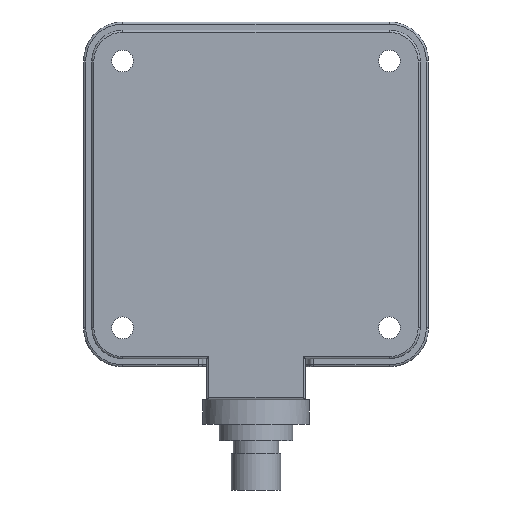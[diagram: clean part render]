
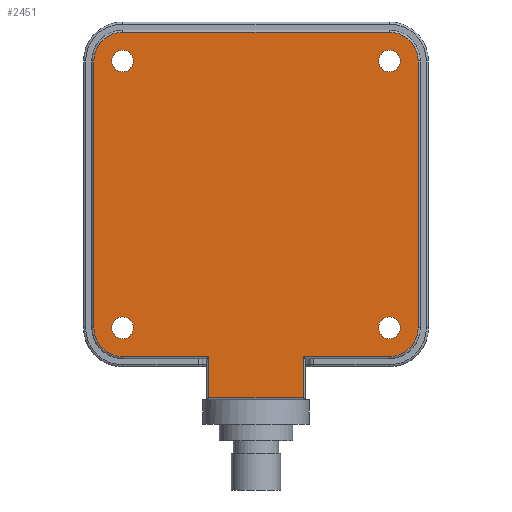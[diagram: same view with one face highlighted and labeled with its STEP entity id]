
A CAD part, front view. The second image highlights one B-rep face of the part: STEP entity #2451.
In plain terms, the highlighted planar face has unit normal (0, -1, 0).
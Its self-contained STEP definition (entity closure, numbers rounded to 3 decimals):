
#366=CARTESIAN_POINT('',(32.5,-25.,32.5));
#367=DIRECTION('',(0.,1.,0.));
#368=DIRECTION('',(1.,0.,0.));
#369=AXIS2_PLACEMENT_3D('',#366,#367,#368);
#374=CARTESIAN_POINT('',(32.5,-25.,32.5));
#375=DIRECTION('',(0.,1.,0.));
#376=DIRECTION('',(-1.,0.,0.));
#377=AXIS2_PLACEMENT_3D('',#374,#375,#376);
#382=CARTESIAN_POINT('',(32.5,-25.,-32.5));
#383=DIRECTION('',(0.,1.,0.));
#384=DIRECTION('',(0.,0.,-1.));
#385=AXIS2_PLACEMENT_3D('',#382,#383,#384);
#390=CARTESIAN_POINT('',(32.5,-25.,-32.5));
#391=DIRECTION('',(0.,1.,0.));
#392=DIRECTION('',(0.,0.,1.));
#393=AXIS2_PLACEMENT_3D('',#390,#391,#392);
#398=CARTESIAN_POINT('',(-32.5,-25.,-32.5));
#399=DIRECTION('',(0.,1.,0.));
#400=DIRECTION('',(-1.,0.,0.));
#401=AXIS2_PLACEMENT_3D('',#398,#399,#400);
#406=CARTESIAN_POINT('',(-32.5,-25.,-32.5));
#407=DIRECTION('',(0.,1.,0.));
#408=DIRECTION('',(1.,0.,0.));
#409=AXIS2_PLACEMENT_3D('',#406,#407,#408);
#414=CARTESIAN_POINT('',(-32.5,-25.,32.5));
#415=DIRECTION('',(0.,1.,0.));
#416=DIRECTION('',(0.,0.,1.));
#417=AXIS2_PLACEMENT_3D('',#414,#415,#416);
#422=CARTESIAN_POINT('',(-32.5,-25.,32.5));
#423=DIRECTION('',(0.,1.,0.));
#424=DIRECTION('',(0.,0.,-1.));
#425=AXIS2_PLACEMENT_3D('',#422,#423,#424);
#430=CARTESIAN_POINT('',(32.5,-25.,32.5));
#431=DIRECTION('',(0.,-1.,0.));
#432=DIRECTION('',(1.,0.,0.));
#433=AXIS2_PLACEMENT_3D('',#430,#431,#432);
#438=DIRECTION('',(0.,0.,1.));
#439=VECTOR('',#438,65.);
#440=CARTESIAN_POINT('',(39.5,-25.,-32.5));
#441=LINE('',#440,#439);
#445=CARTESIAN_POINT('',(32.5,-25.,-32.5));
#446=DIRECTION('',(0.,-1.,0.));
#447=DIRECTION('',(0.,0.,-1.));
#448=AXIS2_PLACEMENT_3D('',#445,#446,#447);
#453=DIRECTION('',(1.,0.,0.));
#454=VECTOR('',#453,21.);
#455=CARTESIAN_POINT('',(11.5,-25.,-39.5));
#456=LINE('',#455,#454);
#460=DIRECTION('',(0.,0.,1.));
#461=VECTOR('',#460,10.);
#462=CARTESIAN_POINT('',(11.5,-25.,-49.5));
#463=LINE('',#462,#461);
#467=DIRECTION('',(-1.,0.,0.));
#468=VECTOR('',#467,23.);
#469=CARTESIAN_POINT('',(11.5,-25.,-49.5));
#470=LINE('',#469,#468);
#474=DIRECTION('',(0.,0.,1.));
#475=VECTOR('',#474,10.);
#476=CARTESIAN_POINT('',(-11.5,-25.,-49.5));
#477=LINE('',#476,#475);
#481=DIRECTION('',(1.,0.,0.));
#482=VECTOR('',#481,21.);
#483=CARTESIAN_POINT('',(-32.5,-25.,-39.5));
#484=LINE('',#483,#482);
#488=CARTESIAN_POINT('',(-32.5,-25.,-32.5));
#489=DIRECTION('',(0.,-1.,0.));
#490=DIRECTION('',(-1.,0.,0.));
#491=AXIS2_PLACEMENT_3D('',#488,#489,#490);
#496=DIRECTION('',(0.,0.,-1.));
#497=VECTOR('',#496,65.);
#498=CARTESIAN_POINT('',(-39.5,-25.,32.5));
#499=LINE('',#498,#497);
#503=CARTESIAN_POINT('',(-32.5,-25.,32.5));
#504=DIRECTION('',(0.,-1.,0.));
#505=DIRECTION('',(0.,0.,1.));
#506=AXIS2_PLACEMENT_3D('',#503,#504,#505);
#511=DIRECTION('',(-1.,0.,0.));
#512=VECTOR('',#511,65.);
#513=CARTESIAN_POINT('',(32.5,-25.,39.5));
#514=LINE('',#513,#512);
#1380=CARTESIAN_POINT('',(-11.5,-25.,-39.5));
#1867=CARTESIAN_POINT('',(35.15,-25.,32.5));
#1868=CARTESIAN_POINT('',(29.85,-25.,32.5));
#1869=VERTEX_POINT('',#1867);
#1870=VERTEX_POINT('',#1868);
#1883=CARTESIAN_POINT('',(32.5,-25.,-35.15));
#1884=CARTESIAN_POINT('',(32.5,-25.,-29.85));
#1885=VERTEX_POINT('',#1883);
#1886=VERTEX_POINT('',#1884);
#1899=CARTESIAN_POINT('',(-35.15,-25.,-32.5));
#1900=CARTESIAN_POINT('',(-29.85,-25.,-32.5));
#1901=VERTEX_POINT('',#1899);
#1902=VERTEX_POINT('',#1900);
#1915=CARTESIAN_POINT('',(-32.5,-25.,35.15));
#1916=CARTESIAN_POINT('',(-32.5,-25.,29.85));
#1917=VERTEX_POINT('',#1915);
#1918=VERTEX_POINT('',#1916);
#1971=CARTESIAN_POINT('',(39.5,-25.,32.5));
#1972=CARTESIAN_POINT('',(32.5,-25.,39.5));
#1973=VERTEX_POINT('',#1971);
#1974=VERTEX_POINT('',#1972);
#1979=CARTESIAN_POINT('',(-32.5,-25.,39.5));
#1980=VERTEX_POINT('',#1979);
#1983=CARTESIAN_POINT('',(-39.5,-25.,32.5));
#1984=VERTEX_POINT('',#1983);
#1987=CARTESIAN_POINT('',(-39.5,-25.,-32.5));
#1988=VERTEX_POINT('',#1987);
#1991=CARTESIAN_POINT('',(-32.5,-25.,-39.5));
#1992=VERTEX_POINT('',#1991);
#1995=CARTESIAN_POINT('',(11.5,-25.,-39.5));
#1996=CARTESIAN_POINT('',(32.5,-25.,-39.5));
#1997=VERTEX_POINT('',#1995);
#1998=VERTEX_POINT('',#1996);
#2003=CARTESIAN_POINT('',(39.5,-25.,-32.5));
#2004=VERTEX_POINT('',#2003);
#2016=VERTEX_POINT('',#1380);
#2031=CARTESIAN_POINT('',(11.5,-25.,-49.5));
#2032=VERTEX_POINT('',#2031);
#2033=CARTESIAN_POINT('',(-11.5,-25.,-49.5));
#2034=VERTEX_POINT('',#2033);
#2397=CARTESIAN_POINT('',(0.,-25.,0.));
#2398=DIRECTION('',(0.,-1.,0.));
#2399=DIRECTION('',(-1.,0.,0.));
#2400=AXIS2_PLACEMENT_3D('',#2397,#2398,#2399);
#2401=PLANE('',#2400);
#2403=ORIENTED_EDGE('',*,*,#2402,.F.);
#2405=ORIENTED_EDGE('',*,*,#2404,.F.);
#2407=ORIENTED_EDGE('',*,*,#2406,.F.);
#2408=ORIENTED_EDGE('',*,*,#2387,.F.);
#2410=ORIENTED_EDGE('',*,*,#2409,.F.);
#2412=ORIENTED_EDGE('',*,*,#2411,.T.);
#2414=ORIENTED_EDGE('',*,*,#2413,.T.);
#2416=ORIENTED_EDGE('',*,*,#2415,.F.);
#2418=ORIENTED_EDGE('',*,*,#2417,.F.);
#2420=ORIENTED_EDGE('',*,*,#2419,.F.);
#2422=ORIENTED_EDGE('',*,*,#2421,.F.);
#2424=ORIENTED_EDGE('',*,*,#2423,.F.);
#2425=EDGE_LOOP('',(#2403,#2405,#2407,#2408,#2410,#2412,#2414,#2416,#2418,#2420,
#2422,#2424));
#2426=FACE_OUTER_BOUND('',#2425,.F.);
#2428=ORIENTED_EDGE('',*,*,#2427,.F.);
#2430=ORIENTED_EDGE('',*,*,#2429,.F.);
#2431=EDGE_LOOP('',(#2428,#2430));
#2432=FACE_BOUND('',#2431,.F.);
#2434=ORIENTED_EDGE('',*,*,#2433,.F.);
#2436=ORIENTED_EDGE('',*,*,#2435,.F.);
#2437=EDGE_LOOP('',(#2434,#2436));
#2438=FACE_BOUND('',#2437,.F.);
#2440=ORIENTED_EDGE('',*,*,#2439,.F.);
#2442=ORIENTED_EDGE('',*,*,#2441,.F.);
#2443=EDGE_LOOP('',(#2440,#2442));
#2444=FACE_BOUND('',#2443,.F.);
#2446=ORIENTED_EDGE('',*,*,#2445,.F.);
#2448=ORIENTED_EDGE('',*,*,#2447,.F.);
#2449=EDGE_LOOP('',(#2446,#2448));
#2450=FACE_BOUND('',#2449,.F.);
#2451=ADVANCED_FACE('',(#2426,#2432,#2438,#2444,#2450),#2401,.T.);
#370=CIRCLE('',#369,2.65);
#378=CIRCLE('',#377,2.65);
#386=CIRCLE('',#385,2.65);
#394=CIRCLE('',#393,2.65);
#402=CIRCLE('',#401,2.65);
#410=CIRCLE('',#409,2.65);
#418=CIRCLE('',#417,2.65);
#426=CIRCLE('',#425,2.65);
#434=CIRCLE('',#433,7.);
#449=CIRCLE('',#448,7.);
#492=CIRCLE('',#491,7.);
#507=CIRCLE('',#506,7.);
#2387=EDGE_CURVE('',#1997,#1998,#456,.T.);
#2402=EDGE_CURVE('',#1973,#1974,#434,.T.);
#2404=EDGE_CURVE('',#2004,#1973,#441,.T.);
#2406=EDGE_CURVE('',#1998,#2004,#449,.T.);
#2409=EDGE_CURVE('',#2032,#1997,#463,.T.);
#2411=EDGE_CURVE('',#2032,#2034,#470,.T.);
#2413=EDGE_CURVE('',#2034,#2016,#477,.T.);
#2415=EDGE_CURVE('',#1992,#2016,#484,.T.);
#2417=EDGE_CURVE('',#1988,#1992,#492,.T.);
#2419=EDGE_CURVE('',#1984,#1988,#499,.T.);
#2421=EDGE_CURVE('',#1980,#1984,#507,.T.);
#2423=EDGE_CURVE('',#1974,#1980,#514,.T.);
#2427=EDGE_CURVE('',#1869,#1870,#370,.T.);
#2429=EDGE_CURVE('',#1870,#1869,#378,.T.);
#2433=EDGE_CURVE('',#1885,#1886,#386,.T.);
#2435=EDGE_CURVE('',#1886,#1885,#394,.T.);
#2439=EDGE_CURVE('',#1901,#1902,#402,.T.);
#2441=EDGE_CURVE('',#1902,#1901,#410,.T.);
#2445=EDGE_CURVE('',#1917,#1918,#418,.T.);
#2447=EDGE_CURVE('',#1918,#1917,#426,.T.);
